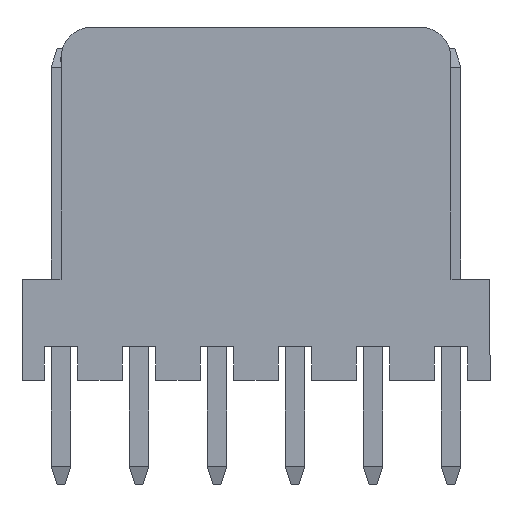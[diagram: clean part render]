
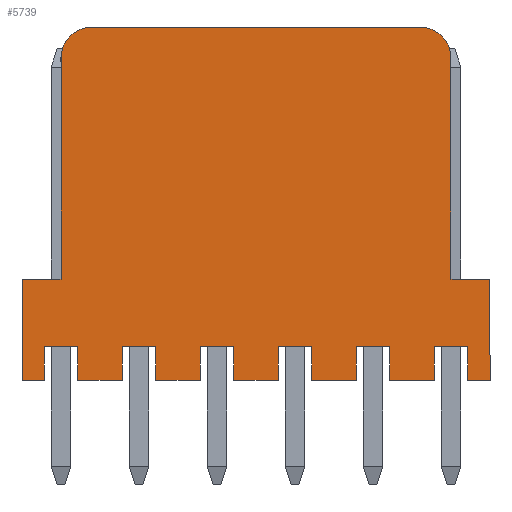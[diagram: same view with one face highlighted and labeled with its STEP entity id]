
A CAD part, front view. The second image highlights one B-rep face of the part: STEP entity #5739.
In plain terms, the highlighted face is planar.
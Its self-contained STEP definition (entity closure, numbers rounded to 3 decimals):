
#24=CIRCLE('',#5980,1.);
#27=CIRCLE('',#5984,1.);
#786=ORIENTED_EDGE('',*,*,#1353,.T.);
#787=ORIENTED_EDGE('',*,*,#1305,.T.);
#788=ORIENTED_EDGE('',*,*,#1349,.T.);
#789=ORIENTED_EDGE('',*,*,#1500,.T.);
#790=ORIENTED_EDGE('',*,*,#1498,.T.);
#791=ORIENTED_EDGE('',*,*,#1495,.T.);
#792=ORIENTED_EDGE('',*,*,#1342,.T.);
#793=ORIENTED_EDGE('',*,*,#1476,.T.);
#794=ORIENTED_EDGE('',*,*,#1470,.T.);
#795=ORIENTED_EDGE('',*,*,#1463,.T.);
#796=ORIENTED_EDGE('',*,*,#1338,.T.);
#797=ORIENTED_EDGE('',*,*,#1444,.T.);
#798=ORIENTED_EDGE('',*,*,#1438,.T.);
#799=ORIENTED_EDGE('',*,*,#1431,.T.);
#800=ORIENTED_EDGE('',*,*,#1334,.T.);
#801=ORIENTED_EDGE('',*,*,#1412,.T.);
#802=ORIENTED_EDGE('',*,*,#1406,.T.);
#803=ORIENTED_EDGE('',*,*,#1399,.T.);
#804=ORIENTED_EDGE('',*,*,#1330,.T.);
#805=ORIENTED_EDGE('',*,*,#1380,.T.);
#806=ORIENTED_EDGE('',*,*,#1374,.T.);
#807=ORIENTED_EDGE('',*,*,#1367,.T.);
#808=ORIENTED_EDGE('',*,*,#1583,.T.);
#809=ORIENTED_EDGE('',*,*,#1584,.F.);
#810=ORIENTED_EDGE('',*,*,#1585,.T.);
#811=ORIENTED_EDGE('',*,*,#1586,.T.);
#812=ORIENTED_EDGE('',*,*,#1573,.T.);
#813=ORIENTED_EDGE('',*,*,#1581,.F.);
#814=ORIENTED_EDGE('',*,*,#1579,.T.);
#815=ORIENTED_EDGE('',*,*,#1587,.F.);
#816=ORIENTED_EDGE('',*,*,#1588,.T.);
#817=ORIENTED_EDGE('',*,*,#1589,.T.);
#818=ORIENTED_EDGE('',*,*,#1347,.T.);
#819=ORIENTED_EDGE('',*,*,#1301,.T.);
#1301=EDGE_CURVE('',#1800,#1803,#2207,.T.);
#1305=EDGE_CURVE('',#1804,#1807,#2211,.T.);
#1330=EDGE_CURVE('',#1824,#1825,#2236,.T.);
#1334=EDGE_CURVE('',#1828,#1829,#2240,.T.);
#1338=EDGE_CURVE('',#1832,#1833,#2244,.T.);
#1342=EDGE_CURVE('',#1836,#1837,#2248,.T.);
#1347=EDGE_CURVE('',#1841,#1800,#2253,.T.);
#1349=EDGE_CURVE('',#1807,#1842,#2255,.T.);
#1353=EDGE_CURVE('',#1803,#1804,#2259,.T.);
#1367=EDGE_CURVE('',#1850,#1853,#2273,.T.);
#1374=EDGE_CURVE('',#1858,#1850,#2280,.T.);
#1380=EDGE_CURVE('',#1825,#1858,#2286,.T.);
#1399=EDGE_CURVE('',#1872,#1824,#2305,.T.);
#1406=EDGE_CURVE('',#1878,#1872,#2312,.T.);
#1412=EDGE_CURVE('',#1829,#1878,#2318,.T.);
#1431=EDGE_CURVE('',#1892,#1828,#2337,.T.);
#1438=EDGE_CURVE('',#1898,#1892,#2344,.T.);
#1444=EDGE_CURVE('',#1833,#1898,#2350,.T.);
#1463=EDGE_CURVE('',#1912,#1832,#2369,.T.);
#1470=EDGE_CURVE('',#1918,#1912,#2376,.T.);
#1476=EDGE_CURVE('',#1837,#1918,#2382,.T.);
#1495=EDGE_CURVE('',#1932,#1836,#2401,.T.);
#1498=EDGE_CURVE('',#1934,#1932,#2404,.T.);
#1500=EDGE_CURVE('',#1842,#1934,#2406,.T.);
#1573=EDGE_CURVE('',#1984,#1985,#24,.T.);
#1579=EDGE_CURVE('',#1991,#1990,#27,.T.);
#1581=EDGE_CURVE('',#1991,#1985,#2483,.T.);
#1583=EDGE_CURVE('',#1853,#1992,#2485,.T.);
#1584=EDGE_CURVE('',#1993,#1992,#2486,.T.);
#1585=EDGE_CURVE('',#1993,#1994,#2487,.T.);
#1586=EDGE_CURVE('',#1994,#1984,#2488,.T.);
#1587=EDGE_CURVE('',#1995,#1990,#2489,.T.);
#1588=EDGE_CURVE('',#1995,#1996,#2490,.T.);
#1589=EDGE_CURVE('',#1996,#1841,#2491,.T.);
#1800=VERTEX_POINT('',#7407);
#1803=VERTEX_POINT('',#7412);
#1804=VERTEX_POINT('',#7416);
#1807=VERTEX_POINT('',#7421);
#1824=VERTEX_POINT('',#7475);
#1825=VERTEX_POINT('',#7476);
#1828=VERTEX_POINT('',#7484);
#1829=VERTEX_POINT('',#7485);
#1832=VERTEX_POINT('',#7493);
#1833=VERTEX_POINT('',#7494);
#1836=VERTEX_POINT('',#7502);
#1837=VERTEX_POINT('',#7503);
#1841=VERTEX_POINT('',#7513);
#1842=VERTEX_POINT('',#7517);
#1850=VERTEX_POINT('',#7546);
#1853=VERTEX_POINT('',#7551);
#1858=VERTEX_POINT('',#7563);
#1872=VERTEX_POINT('',#7614);
#1878=VERTEX_POINT('',#7628);
#1892=VERTEX_POINT('',#7679);
#1898=VERTEX_POINT('',#7693);
#1912=VERTEX_POINT('',#7744);
#1918=VERTEX_POINT('',#7758);
#1932=VERTEX_POINT('',#7809);
#1934=VERTEX_POINT('',#7815);
#1984=VERTEX_POINT('',#7968);
#1985=VERTEX_POINT('',#7969);
#1990=VERTEX_POINT('',#7980);
#1991=VERTEX_POINT('',#7982);
#1992=VERTEX_POINT('',#7989);
#1993=VERTEX_POINT('',#7991);
#1994=VERTEX_POINT('',#7993);
#1995=VERTEX_POINT('',#7996);
#1996=VERTEX_POINT('',#7998);
#2207=LINE('',#7413,#2761);
#2211=LINE('',#7422,#2765);
#2236=LINE('',#7474,#2790);
#2240=LINE('',#7483,#2794);
#2244=LINE('',#7492,#2798);
#2248=LINE('',#7501,#2802);
#2253=LINE('',#7512,#2807);
#2255=LINE('',#7516,#2809);
#2259=LINE('',#7523,#2813);
#2273=LINE('',#7552,#2827);
#2280=LINE('',#7566,#2834);
#2286=LINE('',#7577,#2840);
#2305=LINE('',#7617,#2859);
#2312=LINE('',#7631,#2866);
#2318=LINE('',#7642,#2872);
#2337=LINE('',#7682,#2891);
#2344=LINE('',#7696,#2898);
#2350=LINE('',#7707,#2904);
#2369=LINE('',#7747,#2923);
#2376=LINE('',#7761,#2930);
#2382=LINE('',#7772,#2936);
#2401=LINE('',#7812,#2955);
#2404=LINE('',#7818,#2958);
#2406=LINE('',#7821,#2960);
#2483=LINE('',#7985,#3037);
#2485=LINE('',#7988,#3039);
#2486=LINE('',#7990,#3040);
#2487=LINE('',#7992,#3041);
#2488=LINE('',#7994,#3042);
#2489=LINE('',#7995,#3043);
#2490=LINE('',#7997,#3044);
#2491=LINE('',#7999,#3045);
#2761=VECTOR('',#6343,1000.);
#2765=VECTOR('',#6349,1000.);
#2790=VECTOR('',#6396,1000.);
#2794=VECTOR('',#6402,1000.);
#2798=VECTOR('',#6408,1000.);
#2802=VECTOR('',#6414,1000.);
#2807=VECTOR('',#6421,1000.);
#2809=VECTOR('',#6425,1000.);
#2813=VECTOR('',#6431,1000.);
#2827=VECTOR('',#6455,1000.);
#2834=VECTOR('',#6464,1000.);
#2840=VECTOR('',#6472,1000.);
#2859=VECTOR('',#6513,1000.);
#2866=VECTOR('',#6522,1000.);
#2872=VECTOR('',#6530,1000.);
#2891=VECTOR('',#6571,1000.);
#2898=VECTOR('',#6580,1000.);
#2904=VECTOR('',#6588,1000.);
#2923=VECTOR('',#6629,1000.);
#2930=VECTOR('',#6638,1000.);
#2936=VECTOR('',#6646,1000.);
#2955=VECTOR('',#6687,1000.);
#2958=VECTOR('',#6692,1000.);
#2960=VECTOR('',#6696,1000.);
#3037=VECTOR('',#6835,1000.);
#3039=VECTOR('',#6839,1000.);
#3040=VECTOR('',#6840,1000.);
#3041=VECTOR('',#6841,1000.);
#3042=VECTOR('',#6842,1000.);
#3043=VECTOR('',#6843,1000.);
#3044=VECTOR('',#6844,1000.);
#3045=VECTOR('',#6845,1000.);
#3349=EDGE_LOOP('',(#786,#787,#788,#789,#790,#791,#792,#793,#794,#795,#796,
#797,#798,#799,#800,#801,#802,#803,#804,#805,#806,#807,#808,#809,#810,#811,
#812,#813,#814,#815,#816,#817,#818,#819));
#3609=FACE_BOUND('',#3349,.T.);
#3849=PLANE('',#5986);
#5739=ADVANCED_FACE('',(#3609),#3849,.T.);
#5980=AXIS2_PLACEMENT_3D('',#7967,#6819,#6820);
#5984=AXIS2_PLACEMENT_3D('',#7981,#6830,#6831);
#5986=AXIS2_PLACEMENT_3D('',#7987,#6837,#6838);
#6343=DIRECTION('',(0.,0.,1.));
#6349=DIRECTION('',(0.,0.,-1.));
#6396=DIRECTION('',(-1.,0.,0.));
#6402=DIRECTION('',(-1.,0.,0.));
#6408=DIRECTION('',(-1.,0.,0.));
#6414=DIRECTION('',(-1.,0.,0.));
#6421=DIRECTION('',(-1.,0.,0.));
#6425=DIRECTION('',(-1.,0.,0.));
#6431=DIRECTION('',(-1.,0.,0.));
#6455=DIRECTION('',(0.,0.,-1.));
#6464=DIRECTION('',(-1.,0.,0.));
#6472=DIRECTION('',(0.,0.,1.));
#6513=DIRECTION('',(0.,0.,-1.));
#6522=DIRECTION('',(-1.,0.,0.));
#6530=DIRECTION('',(0.,0.,1.));
#6571=DIRECTION('',(0.,0.,-1.));
#6580=DIRECTION('',(-1.,0.,0.));
#6588=DIRECTION('',(0.,0.,1.));
#6629=DIRECTION('',(0.,0.,-1.));
#6638=DIRECTION('',(-1.,0.,0.));
#6646=DIRECTION('',(0.,0.,1.));
#6687=DIRECTION('',(0.,0.,-1.));
#6692=DIRECTION('',(-1.,0.,0.));
#6696=DIRECTION('',(0.,0.,1.));
#6819=DIRECTION('',(0.,1.,0.));
#6820=DIRECTION('',(0.,0.,1.));
#6830=DIRECTION('',(0.,1.,0.));
#6831=DIRECTION('',(0.,0.,1.));
#6835=DIRECTION('',(-1.,0.,0.));
#6837=DIRECTION('',(0.,1.,0.));
#6838=DIRECTION('',(0.,0.,1.));
#6839=DIRECTION('',(-1.,0.,0.));
#6840=DIRECTION('',(0.,0.,-1.));
#6841=DIRECTION('',(1.,0.,0.));
#6842=DIRECTION('',(0.,0.,1.));
#6843=DIRECTION('',(0.,0.,1.));
#6844=DIRECTION('',(1.,0.,0.));
#6845=DIRECTION('',(0.,0.,-1.));
#7407=CARTESIAN_POINT('',(6.9,2.9,-5.75));
#7412=CARTESIAN_POINT('',(6.9,2.9,-4.65));
#7413=CARTESIAN_POINT('',(6.9,2.9,5.75));
#7416=CARTESIAN_POINT('',(5.8,2.9,-4.65));
#7421=CARTESIAN_POINT('',(5.8,2.9,-5.75));
#7422=CARTESIAN_POINT('',(5.8,2.9,5.75));
#7474=CARTESIAN_POINT('',(7.62,2.9,-5.75));
#7475=CARTESIAN_POINT('',(-4.36,2.9,-5.75));
#7476=CARTESIAN_POINT('',(-5.8,2.9,-5.75));
#7483=CARTESIAN_POINT('',(7.62,2.9,-5.75));
#7484=CARTESIAN_POINT('',(-1.82,2.9,-5.75));
#7485=CARTESIAN_POINT('',(-3.26,2.9,-5.75));
#7492=CARTESIAN_POINT('',(7.62,2.9,-5.75));
#7493=CARTESIAN_POINT('',(0.72,2.9,-5.75));
#7494=CARTESIAN_POINT('',(-0.72,2.9,-5.75));
#7501=CARTESIAN_POINT('',(7.62,2.9,-5.75));
#7502=CARTESIAN_POINT('',(3.26,2.9,-5.75));
#7503=CARTESIAN_POINT('',(1.82,2.9,-5.75));
#7512=CARTESIAN_POINT('',(7.62,2.9,-5.75));
#7513=CARTESIAN_POINT('',(7.62,2.9,-5.75));
#7516=CARTESIAN_POINT('',(7.62,2.9,-5.75));
#7517=CARTESIAN_POINT('',(4.36,2.9,-5.75));
#7523=CARTESIAN_POINT('',(7.62,2.9,-4.65));
#7546=CARTESIAN_POINT('',(-6.9,2.9,-4.65));
#7551=CARTESIAN_POINT('',(-6.9,2.9,-5.75));
#7552=CARTESIAN_POINT('',(-6.9,2.9,5.75));
#7563=CARTESIAN_POINT('',(-5.8,2.9,-4.65));
#7566=CARTESIAN_POINT('',(7.62,2.9,-4.65));
#7577=CARTESIAN_POINT('',(-5.8,2.9,5.75));
#7614=CARTESIAN_POINT('',(-4.36,2.9,-4.65));
#7617=CARTESIAN_POINT('',(-4.36,2.9,5.75));
#7628=CARTESIAN_POINT('',(-3.26,2.9,-4.65));
#7631=CARTESIAN_POINT('',(7.62,2.9,-4.65));
#7642=CARTESIAN_POINT('',(-3.26,2.9,5.75));
#7679=CARTESIAN_POINT('',(-1.82,2.9,-4.65));
#7682=CARTESIAN_POINT('',(-1.82,2.9,5.75));
#7693=CARTESIAN_POINT('',(-0.72,2.9,-4.65));
#7696=CARTESIAN_POINT('',(7.62,2.9,-4.65));
#7707=CARTESIAN_POINT('',(-0.72,2.9,5.75));
#7744=CARTESIAN_POINT('',(0.72,2.9,-4.65));
#7747=CARTESIAN_POINT('',(0.72,2.9,5.75));
#7758=CARTESIAN_POINT('',(1.82,2.9,-4.65));
#7761=CARTESIAN_POINT('',(7.62,2.9,-4.65));
#7772=CARTESIAN_POINT('',(1.82,2.9,5.75));
#7809=CARTESIAN_POINT('',(3.26,2.9,-4.65));
#7812=CARTESIAN_POINT('',(3.26,2.9,5.75));
#7815=CARTESIAN_POINT('',(4.36,2.9,-4.65));
#7818=CARTESIAN_POINT('',(7.62,2.9,-4.65));
#7821=CARTESIAN_POINT('',(4.36,2.9,5.75));
#7967=CARTESIAN_POINT('',(-5.35,2.9,4.75));
#7968=CARTESIAN_POINT('',(-6.35,2.9,4.75));
#7969=CARTESIAN_POINT('',(-5.35,2.9,5.75));
#7980=CARTESIAN_POINT('',(6.35,2.9,4.75));
#7981=CARTESIAN_POINT('',(5.35,2.9,4.75));
#7982=CARTESIAN_POINT('',(5.35,2.9,5.75));
#7985=CARTESIAN_POINT('',(7.62,2.9,5.75));
#7987=CARTESIAN_POINT('',(7.62,2.9,5.75));
#7988=CARTESIAN_POINT('',(7.62,2.9,-5.75));
#7989=CARTESIAN_POINT('',(-7.62,2.9,-5.75));
#7990=CARTESIAN_POINT('',(-7.62,2.9,5.75));
#7991=CARTESIAN_POINT('',(-7.62,2.9,-2.45));
#7992=CARTESIAN_POINT('',(-7.62,2.9,-2.45));
#7993=CARTESIAN_POINT('',(-6.35,2.9,-2.45));
#7994=CARTESIAN_POINT('',(-6.35,2.9,-2.45));
#7995=CARTESIAN_POINT('',(6.35,2.9,-2.45));
#7996=CARTESIAN_POINT('',(6.35,2.9,-2.45));
#7997=CARTESIAN_POINT('',(6.35,2.9,-2.45));
#7998=CARTESIAN_POINT('',(7.62,2.9,-2.45));
#7999=CARTESIAN_POINT('',(7.62,2.9,5.75));
